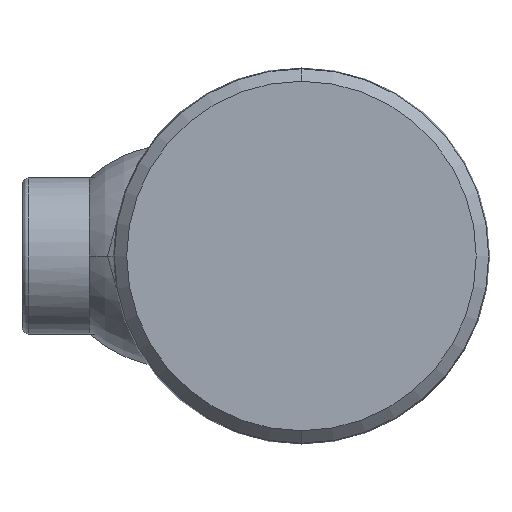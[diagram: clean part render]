
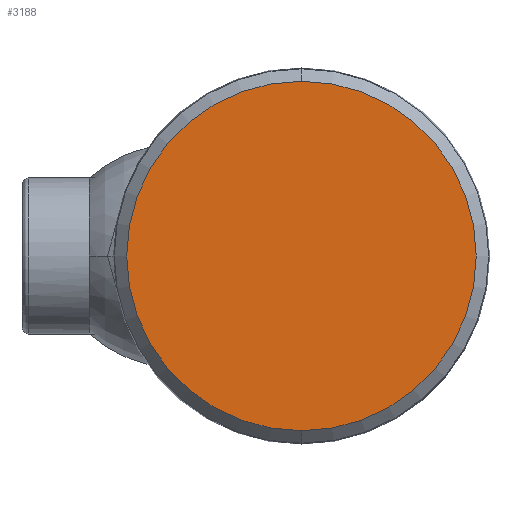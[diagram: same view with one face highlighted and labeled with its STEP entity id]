
A CAD part, left-side view. The second image highlights one B-rep face of the part: STEP entity #3188.
In plain terms, the highlighted planar face has unit normal (-1, 0, 0).
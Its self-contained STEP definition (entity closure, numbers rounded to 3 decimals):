
#133 = AXIS2_PLACEMENT_3D ( 'NONE', #1361, #1360, #1359 ) ;
#201 = CARTESIAN_POINT ( 'NONE',  ( 0., 0., 28. ) ) ;
#202 = DIRECTION ( 'NONE',  ( 0., 0., -1. ) ) ;
#253 = EDGE_LOOP ( 'NONE', ( #1194, #1083 ) ) ;
#316 = DIRECTION ( 'NONE',  ( 1., 0., 0. ) ) ;
#451 = CARTESIAN_POINT ( 'NONE',  ( 0., 0., -28. ) ) ;
#669 = CARTESIAN_POINT ( 'NONE',  ( 0., 0., 0. ) ) ;
#927 = EDGE_CURVE ( 'NONE', #1351, #1254, #3246, .T. ) ;
#953 = DIRECTION ( 'NONE',  ( 0., 0., -1. ) ) ;
#962 = DIRECTION ( 'NONE',  ( -1., 0., 0. ) ) ;
#976 = CARTESIAN_POINT ( 'NONE',  ( 0., 0., 0. ) ) ;
#1083 = ORIENTED_EDGE ( 'NONE', *, *, #927, .T. ) ;
#1157 = PLANE ( 'NONE',  #1557 ) ;
#1194 = ORIENTED_EDGE ( 'NONE', *, *, #2837, .T. ) ;
#1220 = FACE_OUTER_BOUND ( 'NONE', #253, .T. ) ;
#1254 = VERTEX_POINT ( 'NONE', #451 ) ;
#1351 = VERTEX_POINT ( 'NONE', #201 ) ;
#1359 = DIRECTION ( 'NONE',  ( 0., 0., -1. ) ) ;
#1360 = DIRECTION ( 'NONE',  ( -1., 0., 0. ) ) ;
#1361 = CARTESIAN_POINT ( 'NONE',  ( 0., 0., 0. ) ) ;
#1557 = AXIS2_PLACEMENT_3D ( 'NONE', #669, #316, #202 ) ;
#1579 = CIRCLE ( 'NONE', #2038, 28. ) ;
#2038 = AXIS2_PLACEMENT_3D ( 'NONE', #976, #962, #953 ) ;
#2837 = EDGE_CURVE ( 'NONE', #1254, #1351, #1579, .T. ) ;
#3188 = ADVANCED_FACE ( 'NONE', ( #1220 ), #1157, .F. ) ;
#3246 = CIRCLE ( 'NONE', #133, 28. ) ;
